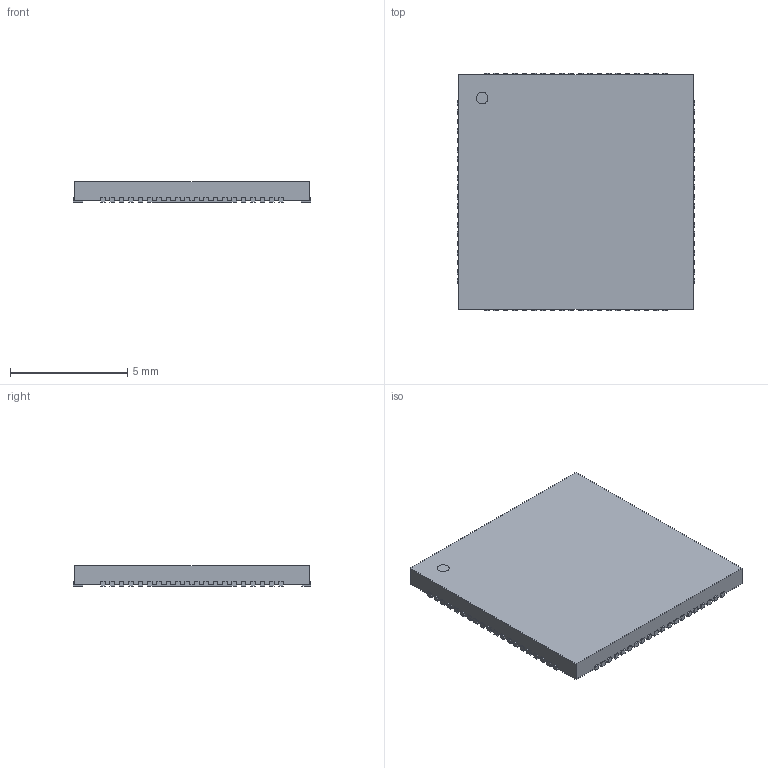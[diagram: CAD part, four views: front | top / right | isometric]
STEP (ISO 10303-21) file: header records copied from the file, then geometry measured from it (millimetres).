
FILE_DESCRIPTION(/* description */ (''),/* implementation_level */ '2;1');
FILE_NAME(/* name */ 'QFN-80-1EP_10x10mm_P0.4mm_EP3.4x4.3mm.step',/* time_stamp */ '2024-02-07T02:48:11+01:00',/* author */ (''),/* organization */ (''),/* preprocessor_version */ 'ST-DEVELOPER v20',/* originating_system */ 'Autodesk Translation Framework v12.14.0.127',/* authorisation */ '');
FILE_SCHEMA (('AUTOMOTIVE_DESIGN { 1 0 10303 214 3 1 1 }'));
Length unit declared in the file: millimetre
Products named in the file (1): (Unsaved)
Bounding box: 10.11 x 10.11 x 0.87 mm (x, y, z)
Volume: 82.5 mm3; surface area: 280.5 mm2
Topology: 83 solids, 83 shells, 655 faces, 1467 edges, 978 vertices
Faces by surface type: plane 654, cylinder 1
Full cylindrical faces by diameter (mm): 0.5 x1
Entity records: 18030 total; most frequent: CARTESIAN_POINT 3101, ORIENTED_EDGE 2934, DIRECTION 2781, EDGE_CURVE 1467, LINE 1465, VECTOR 1465, VERTEX_POINT 978, AXIS2_PLACEMENT_3D 658
